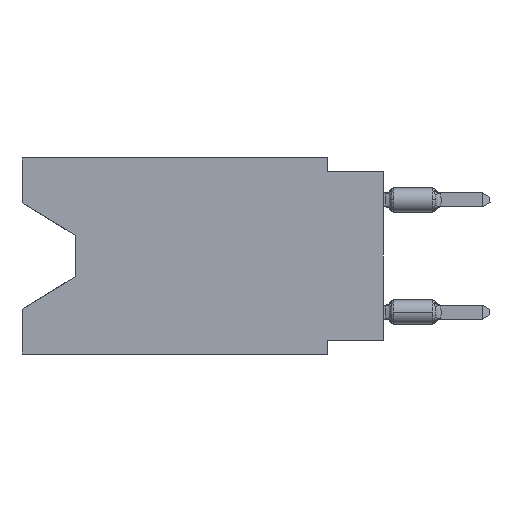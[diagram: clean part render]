
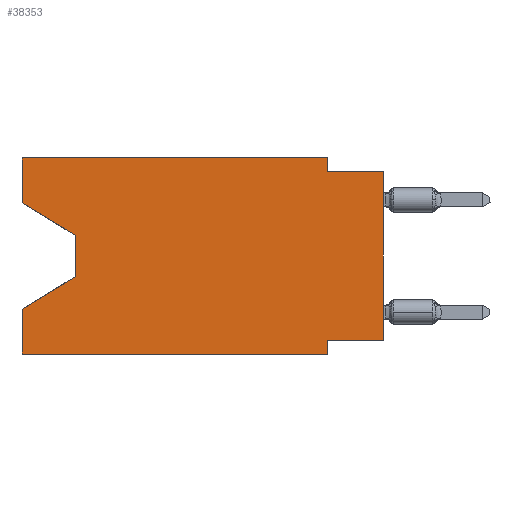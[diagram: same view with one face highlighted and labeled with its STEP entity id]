
A CAD part, left-side view. The second image highlights one B-rep face of the part: STEP entity #38353.
In plain terms, the highlighted planar face has unit normal (-1, 0, 0).
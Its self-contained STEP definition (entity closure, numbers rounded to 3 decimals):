
#363 = VERTEX_POINT ( 'NONE', #13698 ) ;
#395 = EDGE_CURVE ( 'NONE', #26111, #39510, #29244, .T. ) ;
#1034 = LINE ( 'NONE', #13748, #20374 ) ;
#1613 = EDGE_CURVE ( 'NONE', #3646, #24638, #1034, .T. ) ;
#3453 = LINE ( 'NONE', #22698, #12062 ) ;
#3646 = VERTEX_POINT ( 'NONE', #15525 ) ;
#3889 = DIRECTION ( 'NONE',  ( 0., 0., -1. ) ) ;
#4269 = VERTEX_POINT ( 'NONE', #11702 ) ;
#4302 = AXIS2_PLACEMENT_3D ( 'NONE', #6760, #7366, #31950 ) ;
#5713 = ORIENTED_EDGE ( 'NONE', *, *, #40383, .T. ) ;
#6176 = ORIENTED_EDGE ( 'NONE', *, *, #39871, .F. ) ;
#6367 = VERTEX_POINT ( 'NONE', #34494 ) ;
#6432 = ORIENTED_EDGE ( 'NONE', *, *, #18034, .T. ) ;
#6469 = CARTESIAN_POINT ( 'NONE',  ( 0., 13.97, -3.505 ) ) ;
#6565 = CARTESIAN_POINT ( 'NONE',  ( 0., 16.383, 0. ) ) ;
#6574 = CARTESIAN_POINT ( 'NONE',  ( 0., 2.54, -8.255 ) ) ;
#6760 = CARTESIAN_POINT ( 'NONE',  ( 0., 16.383, 0. ) ) ;
#7279 = VECTOR ( 'NONE', #32690, 1000. ) ;
#7366 = DIRECTION ( 'NONE',  ( 1., 0., 0. ) ) ;
#7398 = CARTESIAN_POINT ( 'NONE',  ( 0., 2.54, -8.89 ) ) ;
#7726 = EDGE_CURVE ( 'NONE', #4269, #32287, #27220, .T. ) ;
#8156 = DIRECTION ( 'NONE',  ( 0., 0.855, -0.519 ) ) ;
#8784 = CARTESIAN_POINT ( 'NONE',  ( 0., 2.54, -8.89 ) ) ;
#9429 = CARTESIAN_POINT ( 'NONE',  ( 0., 13.97, -3.505 ) ) ;
#9432 = DIRECTION ( 'NONE',  ( 0., 0., 1. ) ) ;
#10384 = LINE ( 'NONE', #28811, #10876 ) ;
#10417 = DIRECTION ( 'NONE',  ( 0., 1., 0. ) ) ;
#10605 = CARTESIAN_POINT ( 'NONE',  ( 0., 16.383, 0. ) ) ;
#10768 = CARTESIAN_POINT ( 'NONE',  ( 0., 0., 0. ) ) ;
#10876 = VECTOR ( 'NONE', #16521, 1000. ) ;
#11702 = CARTESIAN_POINT ( 'NONE',  ( 0., 16.383, -8.89 ) ) ;
#12062 = VECTOR ( 'NONE', #13275, 1000. ) ;
#13190 = EDGE_CURVE ( 'NONE', #39510, #19529, #10384, .T. ) ;
#13275 = DIRECTION ( 'NONE',  ( 0., -1., 0. ) ) ;
#13698 = CARTESIAN_POINT ( 'NONE',  ( 0., 0., -0.635 ) ) ;
#13738 = EDGE_LOOP ( 'NONE', ( #33176, #39633, #5713, #32828, #23866, #6176, #22580, #6432, #19495, #29960, #15074, #20189 ) ) ;
#13748 = CARTESIAN_POINT ( 'NONE',  ( 0., 16.383, -2.038 ) ) ;
#13956 = EDGE_CURVE ( 'NONE', #19529, #363, #35068, .T. ) ;
#15074 = ORIENTED_EDGE ( 'NONE', *, *, #395, .F. ) ;
#15151 = DIRECTION ( 'NONE',  ( 0., 0., -1. ) ) ;
#15406 = VECTOR ( 'NONE', #33556, 1000. ) ;
#15525 = CARTESIAN_POINT ( 'NONE',  ( 0., 16.383, -2.038 ) ) ;
#16454 = EDGE_CURVE ( 'NONE', #3646, #26111, #24995, .T. ) ;
#16521 = DIRECTION ( 'NONE',  ( 0., 0., -1. ) ) ;
#17536 = VERTEX_POINT ( 'NONE', #7398 ) ;
#17980 = CARTESIAN_POINT ( 'NONE',  ( 0., 13.97, -5.385 ) ) ;
#18034 = EDGE_CURVE ( 'NONE', #6367, #363, #20209, .T. ) ;
#18264 = LINE ( 'NONE', #9429, #37626 ) ;
#19059 = FACE_OUTER_BOUND ( 'NONE', #13738, .T. ) ;
#19495 = ORIENTED_EDGE ( 'NONE', *, *, #13956, .F. ) ;
#19529 = VERTEX_POINT ( 'NONE', #31491 ) ;
#19675 = CARTESIAN_POINT ( 'NONE',  ( 0., 2.54, 0. ) ) ;
#19692 = DIRECTION ( 'NONE',  ( 0., -0.855, -0.519 ) ) ;
#20189 = ORIENTED_EDGE ( 'NONE', *, *, #16454, .F. ) ;
#20209 = LINE ( 'NONE', #10768, #7279 ) ;
#20374 = VECTOR ( 'NONE', #19692, 1000. ) ;
#21605 = VECTOR ( 'NONE', #26164, 1000. ) ;
#22580 = ORIENTED_EDGE ( 'NONE', *, *, #40307, .F. ) ;
#22646 = VECTOR ( 'NONE', #31584, 1000. ) ;
#22698 = CARTESIAN_POINT ( 'NONE',  ( 0., 16.383, -8.89 ) ) ;
#22728 = PLANE ( 'NONE',  #4302 ) ;
#23866 = ORIENTED_EDGE ( 'NONE', *, *, #35368, .T. ) ;
#24638 = VERTEX_POINT ( 'NONE', #6469 ) ;
#24777 = CARTESIAN_POINT ( 'NONE',  ( 0., 13.97, -5.385 ) ) ;
#24995 = LINE ( 'NONE', #6565, #28636 ) ;
#25469 = EDGE_CURVE ( 'NONE', #24638, #34040, #18264, .T. ) ;
#25970 = LINE ( 'NONE', #38467, #32245 ) ;
#26111 = VERTEX_POINT ( 'NONE', #26335 ) ;
#26164 = DIRECTION ( 'NONE',  ( 0., -1., 0. ) ) ;
#26335 = CARTESIAN_POINT ( 'NONE',  ( 0., 16.383, 0. ) ) ;
#27220 = LINE ( 'NONE', #39723, #15406 ) ;
#28636 = VECTOR ( 'NONE', #9432, 1000. ) ;
#28811 = CARTESIAN_POINT ( 'NONE',  ( 0., 2.54, 0. ) ) ;
#29244 = LINE ( 'NONE', #10605, #21605 ) ;
#29856 = LINE ( 'NONE', #17980, #30944 ) ;
#29960 = ORIENTED_EDGE ( 'NONE', *, *, #13190, .F. ) ;
#30944 = VECTOR ( 'NONE', #8156, 1000. ) ;
#31491 = CARTESIAN_POINT ( 'NONE',  ( 0., 2.54, -0.635 ) ) ;
#31584 = DIRECTION ( 'NONE',  ( 0., -1., 0. ) ) ;
#31950 = DIRECTION ( 'NONE',  ( 0., 0., -1. ) ) ;
#32192 = CARTESIAN_POINT ( 'NONE',  ( 0., 0., -0.635 ) ) ;
#32245 = VECTOR ( 'NONE', #10417, 1000. ) ;
#32287 = VERTEX_POINT ( 'NONE', #35572 ) ;
#32495 = VERTEX_POINT ( 'NONE', #6574 ) ;
#32690 = DIRECTION ( 'NONE',  ( 0., 0., 1. ) ) ;
#32828 = ORIENTED_EDGE ( 'NONE', *, *, #7726, .F. ) ;
#33176 = ORIENTED_EDGE ( 'NONE', *, *, #1613, .T. ) ;
#33556 = DIRECTION ( 'NONE',  ( 0., 0., 1. ) ) ;
#34040 = VERTEX_POINT ( 'NONE', #24777 ) ;
#34494 = CARTESIAN_POINT ( 'NONE',  ( 0., 0., -8.255 ) ) ;
#35068 = LINE ( 'NONE', #32192, #22646 ) ;
#35368 = EDGE_CURVE ( 'NONE', #4269, #17536, #3453, .T. ) ;
#35572 = CARTESIAN_POINT ( 'NONE',  ( 0., 16.383, -6.852 ) ) ;
#37076 = VECTOR ( 'NONE', #15151, 1000. ) ;
#37626 = VECTOR ( 'NONE', #3889, 1000. ) ;
#38353 = ADVANCED_FACE ( 'NONE', ( #19059 ), #22728, .F. ) ;
#38467 = CARTESIAN_POINT ( 'NONE',  ( 0., 0., -8.255 ) ) ;
#39510 = VERTEX_POINT ( 'NONE', #19675 ) ;
#39633 = ORIENTED_EDGE ( 'NONE', *, *, #25469, .T. ) ;
#39723 = CARTESIAN_POINT ( 'NONE',  ( 0., 16.383, 0. ) ) ;
#39871 = EDGE_CURVE ( 'NONE', #32495, #17536, #40324, .T. ) ;
#40307 = EDGE_CURVE ( 'NONE', #6367, #32495, #25970, .T. ) ;
#40324 = LINE ( 'NONE', #8784, #37076 ) ;
#40383 = EDGE_CURVE ( 'NONE', #34040, #32287, #29856, .T. ) ;
